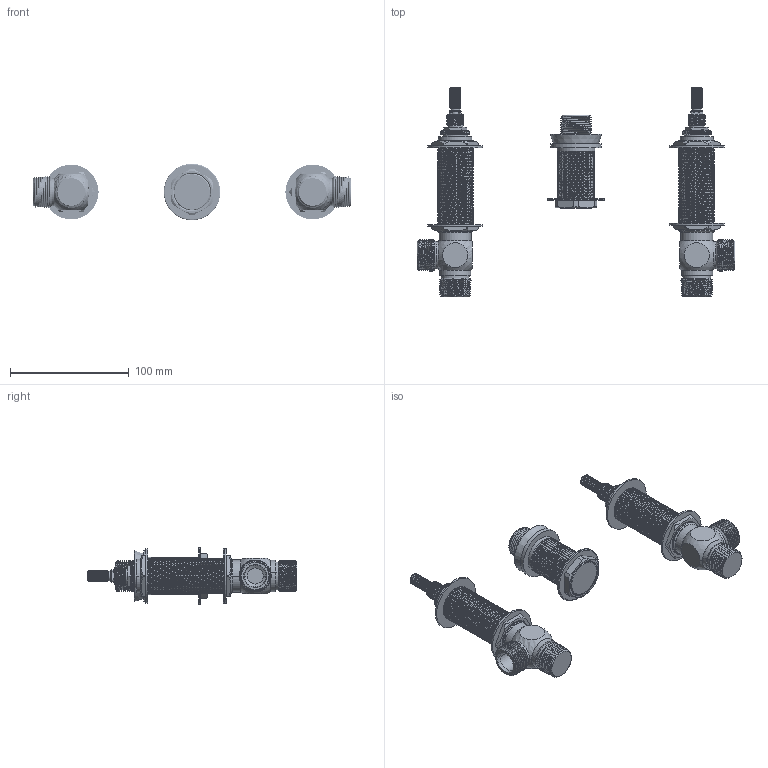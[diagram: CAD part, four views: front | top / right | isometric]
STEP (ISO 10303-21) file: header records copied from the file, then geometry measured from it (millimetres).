
FILE_DESCRIPTION((''),'2;1');
FILE_NAME('1-502_SW0002','2021-04-19T09:05:20',('rsmith'),(''),'CREO PARAMETRIC BY PTC INC, 2018400','CREO PARAMETRIC BY PTC INC, 2018400','');
FILE_SCHEMA(('AUTOMOTIVE_DESIGN { 1 0 10303 214 1 1 1 1 }'));
Products named in the file (1): 1-502_SW0002
Bounding box: 267.2 x 176.3 x 47.62 mm (x, y, z)
Volume: 273517.5 mm3; surface area: 75726.7 mm2
Topology: 3 solids, 3 shells, 1201 faces, 3288 edges, 2117 vertices
Faces by surface type: cylinder 518, bspline 238, plane 230, cone 193, torus 18, sphere 4
Entity records: 157208 total; most frequent: CARTESIAN_POINT 110489, ORIENTED_EDGE 6564, PRESENTATION_STYLE_ASSIGNMENT 4420, DIRECTION 4363, STYLED_ITEM 3350, CURVE_STYLE 3282, EDGE_CURVE 3282, VERTEX_POINT 2117
